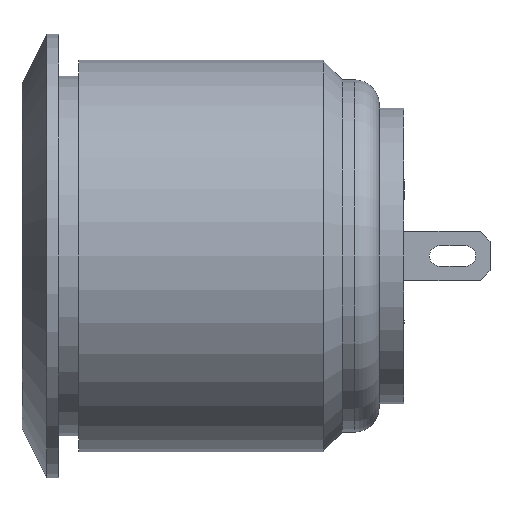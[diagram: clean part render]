
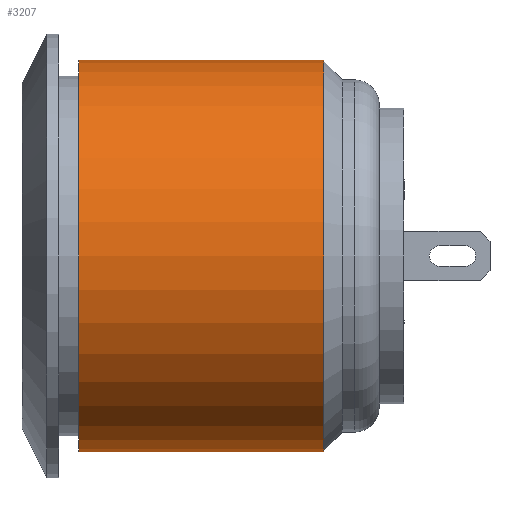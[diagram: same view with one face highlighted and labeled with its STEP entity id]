
A CAD part, front view. The second image highlights one B-rep face of the part: STEP entity #3207.
In plain terms, the highlighted cylindrical face has radius 7.95 mm (diameter 15.9 mm), a full revolution.
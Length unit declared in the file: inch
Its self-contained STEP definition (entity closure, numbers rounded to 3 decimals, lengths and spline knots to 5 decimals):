
#2984=CARTESIAN_POINT('',(0.0315,0.0,-0.31299));
#2985=VERTEX_POINT('',#2984);
#2986=CARTESIAN_POINT('',(0.0315,0.0,0.0));
#2987=DIRECTION('',(1.0,0.0,0.0));
#2988=DIRECTION('',(0.0,-1.0,0.0));
#2989=AXIS2_PLACEMENT_3D('',#2986,#2987,#2988);
#2990=CIRCLE('',#2989,0.31299);
#2991=EDGE_CURVE('',#2985,#2985,#2990,.T.);
#3052=CARTESIAN_POINT('',(0.42323,0.0,0.31299));
#3053=VERTEX_POINT('',#3052);
#3054=CARTESIAN_POINT('',(0.42323,0.0,0.0));
#3055=DIRECTION('',(-1.0,0.0,0.0));
#3056=DIRECTION('',(0.0,-1.0,0.0));
#3057=AXIS2_PLACEMENT_3D('',#3054,#3055,#3056);
#3058=CIRCLE('',#3057,0.31299);
#3059=EDGE_CURVE('',#3053,#3053,#3058,.T.);
#3196=CARTESIAN_POINT('',(0.0,0.0,0.0));
#3197=DIRECTION('',(1.0,0.0,0.0));
#3198=DIRECTION('',(0.0,-1.0,0.0));
#3199=AXIS2_PLACEMENT_3D('',#3196,#3197,#3198);
#3200=CYLINDRICAL_SURFACE('',#3199,0.31299);
#3201=ORIENTED_EDGE('',*,*,#3059,.T.);
#3202=EDGE_LOOP('',(#3201));
#3203=FACE_OUTER_BOUND('',#3202,.T.);
#3204=ORIENTED_EDGE('',*,*,#2991,.T.);
#3205=EDGE_LOOP('',(#3204));
#3206=FACE_BOUND('',#3205,.T.);
#3207=ADVANCED_FACE('',(#3203,#3206),#3200,.T.);
